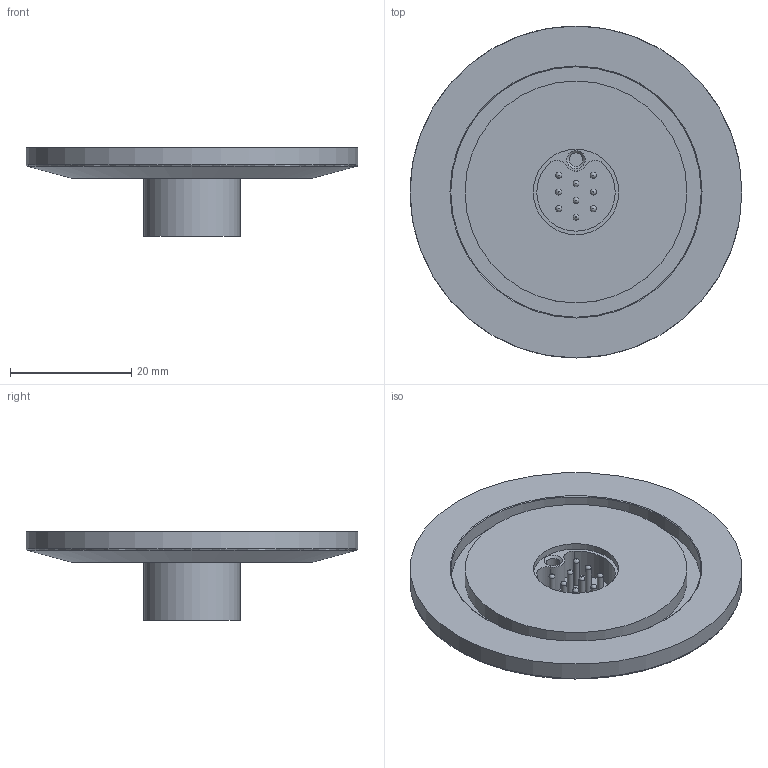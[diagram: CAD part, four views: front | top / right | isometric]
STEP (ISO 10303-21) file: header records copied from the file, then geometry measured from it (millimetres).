
FILE_DESCRIPTION (( 'STEP AP214' ), '1' );
FILE_NAME ('SUBC-9KS-KF40.STEP', '2023-11-10T10:44:19', ( '' ), ( '' ), 'SwSTEP 2.0', 'SolidWorks 2017', '' );
FILE_SCHEMA (( 'AUTOMOTIVE_DESIGN' ));
Length unit declared in the file: millimetre
Products named in the file (1): SUBC-9KS-KF40
Bounding box: 54.86 x 54.86 x 14.71 mm (x, y, z)
Volume: 10563.6 mm3; surface area: 7183.5 mm2
Topology: 1 solids, 1 shells, 84 faces, 165 edges, 109 vertices
Faces by surface type: cylinder 33, plane 28, torus 18, cone 4, bspline 1
Full cylindrical faces by diameter (mm): 0.991 x18, 2.261 x2, 14.122 x1, 15.926 x1, 36.678 x1, 41.402 x1, 54.864 x1
Entity records: 1831 total; most frequent: DIRECTION 354, CARTESIAN_POINT 298, ORIENTED_EDGE 194, AXIS2_PLACEMENT_3D 173, EDGE_LOOP 158, FACE_OUTER_BOUND 128, EDGE_CURVE 97, VERTEX_POINT 89
